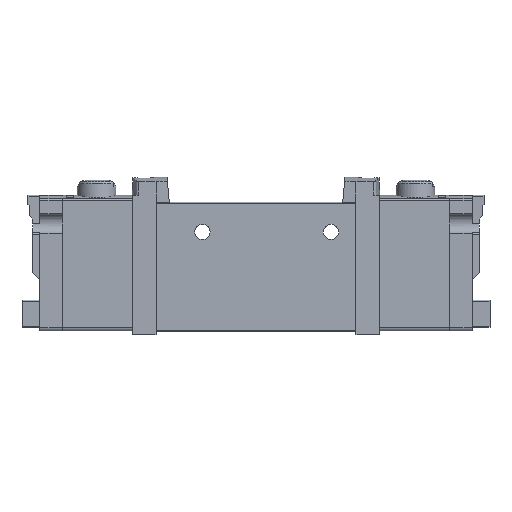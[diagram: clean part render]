
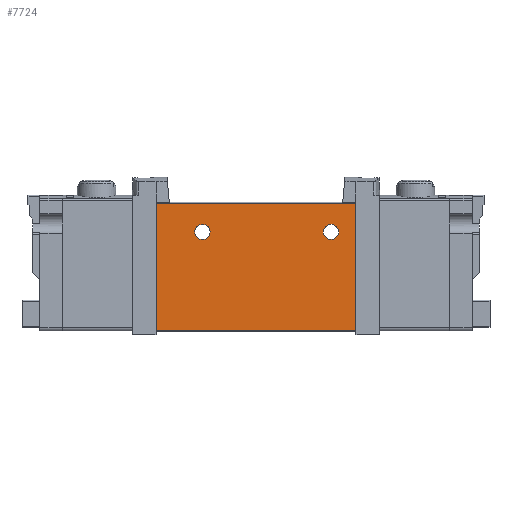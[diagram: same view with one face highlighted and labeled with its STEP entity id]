
A CAD part, top view. The second image highlights one B-rep face of the part: STEP entity #7724.
In plain terms, the highlighted planar face has unit normal (0, 0, 1).
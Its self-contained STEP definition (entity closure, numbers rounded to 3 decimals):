
#89=PLANE('',#8311);
#583=LINE('',#11814,#1413);
#622=LINE('',#11906,#1452);
#625=LINE('',#11914,#1455);
#628=LINE('',#11922,#1458);
#1413=VECTOR('',#9287,1000.);
#1452=VECTOR('',#9370,1000.);
#1455=VECTOR('',#9377,1000.);
#1458=VECTOR('',#9386,1000.);
#2514=ORIENTED_EDGE('',*,*,#4709,.F.);
#2515=ORIENTED_EDGE('',*,*,#4710,.F.);
#2516=ORIENTED_EDGE('',*,*,#4654,.T.);
#2517=ORIENTED_EDGE('',*,*,#4711,.F.);
#2518=ORIENTED_EDGE('',*,*,#4702,.F.);
#2519=ORIENTED_EDGE('',*,*,#4706,.T.);
#4654=EDGE_CURVE('',#5763,#5762,#583,.T.);
#4702=EDGE_CURVE('',#5793,#5794,#622,.T.);
#4706=EDGE_CURVE('',#5793,#5763,#625,.T.);
#4709=EDGE_CURVE('',#5797,#5797,#6378,.F.);
#4710=EDGE_CURVE('',#5798,#5798,#6379,.F.);
#4711=EDGE_CURVE('',#5794,#5762,#628,.T.);
#5762=VERTEX_POINT('',#11813);
#5763=VERTEX_POINT('',#11815);
#5793=VERTEX_POINT('',#11905);
#5794=VERTEX_POINT('',#11907);
#5797=VERTEX_POINT('',#11919);
#5798=VERTEX_POINT('',#11921);
#6378=CIRCLE('',#8312,1.6);
#6379=CIRCLE('',#8313,1.6);
#6601=EDGE_LOOP('',(#2514));
#6602=EDGE_LOOP('',(#2515));
#6603=EDGE_LOOP('',(#2516,#2517,#2518,#2519));
#7131=FACE_BOUND('',#6601,.T.);
#7132=FACE_BOUND('',#6602,.T.);
#7133=FACE_BOUND('',#6603,.T.);
#7724=ADVANCED_FACE('',(#7131,#7132,#7133),#89,.F.);
#8311=AXIS2_PLACEMENT_3D('',#11917,#9380,#9381);
#8312=AXIS2_PLACEMENT_3D('',#11918,#9382,#9383);
#8313=AXIS2_PLACEMENT_3D('',#11920,#9384,#9385);
#9287=DIRECTION('',(0.,-1.,0.));
#9370=DIRECTION('',(0.,-1.,0.));
#9377=DIRECTION('',(-1.,0.,0.));
#9380=DIRECTION('',(0.,0.,-1.));
#9381=DIRECTION('',(-1.,0.,0.));
#9382=DIRECTION('',(0.,0.,-1.));
#9383=DIRECTION('',(-1.,0.,0.));
#9384=DIRECTION('',(0.,0.,-1.));
#9385=DIRECTION('',(-1.,0.,0.));
#9386=DIRECTION('',(-1.,0.,0.));
#11813=CARTESIAN_POINT('',(-21.,0.,5.1));
#11814=CARTESIAN_POINT('',(-21.,26.7,5.1));
#11815=CARTESIAN_POINT('',(-21.,26.7,5.1));
#11905=CARTESIAN_POINT('',(21.,26.7,5.1));
#11906=CARTESIAN_POINT('',(21.,26.7,5.1));
#11907=CARTESIAN_POINT('',(21.,0.,5.1));
#11914=CARTESIAN_POINT('',(21.,26.7,5.1));
#11917=CARTESIAN_POINT('',(21.,26.7,5.1));
#11918=CARTESIAN_POINT('',(-11.25,20.8,5.1));
#11919=CARTESIAN_POINT('',(-12.85,20.8,5.1));
#11920=CARTESIAN_POINT('',(15.75,20.8,5.1));
#11921=CARTESIAN_POINT('',(14.15,20.8,5.1));
#11922=CARTESIAN_POINT('',(21.,0.,5.1));
